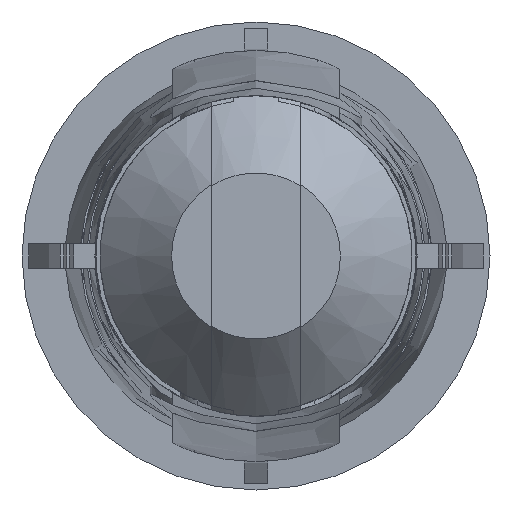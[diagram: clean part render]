
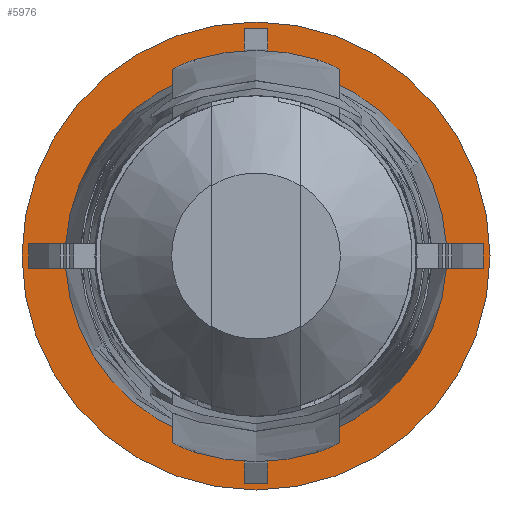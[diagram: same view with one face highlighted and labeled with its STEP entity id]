
A CAD part, left-side view. The second image highlights one B-rep face of the part: STEP entity #5976.
In plain terms, the highlighted planar face has unit normal (-1, 0, 0).
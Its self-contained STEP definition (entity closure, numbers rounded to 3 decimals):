
#27=PLANE('',#6304);
#503=LINE('',#8234,#811);
#504=LINE('',#8237,#812);
#505=LINE('',#8238,#813);
#506=LINE('',#8240,#814);
#507=LINE('',#8242,#815);
#508=LINE('',#8243,#816);
#509=LINE('',#8245,#817);
#510=LINE('',#8247,#818);
#511=LINE('',#8248,#819);
#512=LINE('',#8250,#820);
#513=LINE('',#8252,#821);
#514=LINE('',#8253,#822);
#811=VECTOR('',#6799,1000.);
#812=VECTOR('',#6800,1000.);
#813=VECTOR('',#6801,1000.);
#814=VECTOR('',#6802,1000.);
#815=VECTOR('',#6803,1000.);
#816=VECTOR('',#6804,1000.);
#817=VECTOR('',#6805,1000.);
#818=VECTOR('',#6806,1000.);
#819=VECTOR('',#6807,1000.);
#820=VECTOR('',#6808,1000.);
#821=VECTOR('',#6809,1000.);
#822=VECTOR('',#6810,1000.);
#1276=ORIENTED_EDGE('',*,*,#2610,.F.);
#1277=ORIENTED_EDGE('',*,*,#2611,.F.);
#1278=ORIENTED_EDGE('',*,*,#2530,.T.);
#1279=ORIENTED_EDGE('',*,*,#2612,.F.);
#1280=ORIENTED_EDGE('',*,*,#2613,.F.);
#1281=ORIENTED_EDGE('',*,*,#2614,.T.);
#1282=ORIENTED_EDGE('',*,*,#2582,.T.);
#1283=ORIENTED_EDGE('',*,*,#2615,.F.);
#1284=ORIENTED_EDGE('',*,*,#2616,.T.);
#1285=ORIENTED_EDGE('',*,*,#2617,.T.);
#1286=ORIENTED_EDGE('',*,*,#2568,.T.);
#1287=ORIENTED_EDGE('',*,*,#2618,.F.);
#1288=ORIENTED_EDGE('',*,*,#2619,.T.);
#1289=ORIENTED_EDGE('',*,*,#2620,.T.);
#1290=ORIENTED_EDGE('',*,*,#2544,.T.);
#1291=ORIENTED_EDGE('',*,*,#2621,.T.);
#1292=ORIENTED_EDGE('',*,*,#2622,.F.);
#2530=EDGE_CURVE('',#3202,#3201,#3559,.T.);
#2544=EDGE_CURVE('',#3216,#3215,#3563,.T.);
#2568=EDGE_CURVE('',#3240,#3239,#3571,.T.);
#2582=EDGE_CURVE('',#3254,#3253,#3575,.T.);
#2610=EDGE_CURVE('',#3273,#3274,#503,.T.);
#2611=EDGE_CURVE('',#3202,#3273,#504,.T.);
#2612=EDGE_CURVE('',#3275,#3201,#505,.T.);
#2613=EDGE_CURVE('',#3276,#3275,#506,.T.);
#2614=EDGE_CURVE('',#3276,#3254,#507,.T.);
#2615=EDGE_CURVE('',#3277,#3253,#508,.T.);
#2616=EDGE_CURVE('',#3277,#3278,#509,.T.);
#2617=EDGE_CURVE('',#3278,#3240,#510,.T.);
#2618=EDGE_CURVE('',#3279,#3239,#511,.T.);
#2619=EDGE_CURVE('',#3279,#3280,#512,.T.);
#2620=EDGE_CURVE('',#3280,#3216,#513,.T.);
#2621=EDGE_CURVE('',#3215,#3274,#514,.T.);
#2622=EDGE_CURVE('',#3281,#3281,#3580,.T.);
#3201=VERTEX_POINT('',#7960);
#3202=VERTEX_POINT('',#7962);
#3215=VERTEX_POINT('',#8020);
#3216=VERTEX_POINT('',#8022);
#3239=VERTEX_POINT('',#8104);
#3240=VERTEX_POINT('',#8106);
#3253=VERTEX_POINT('',#8164);
#3254=VERTEX_POINT('',#8166);
#3273=VERTEX_POINT('',#8235);
#3274=VERTEX_POINT('',#8236);
#3275=VERTEX_POINT('',#8239);
#3276=VERTEX_POINT('',#8241);
#3277=VERTEX_POINT('',#8244);
#3278=VERTEX_POINT('',#8246);
#3279=VERTEX_POINT('',#8249);
#3280=VERTEX_POINT('',#8251);
#3281=VERTEX_POINT('',#8255);
#3559=CIRCLE('',#6271,3.423);
#3563=CIRCLE('',#6275,3.423);
#3571=CIRCLE('',#6287,3.423);
#3575=CIRCLE('',#6291,3.423);
#3580=CIRCLE('',#6305,4.2);
#3614=EDGE_LOOP('',(#1276,#1277,#1278,#1279,#1280,#1281,#1282,#1283,#1284,
#1285,#1286,#1287,#1288,#1289,#1290,#1291));
#3615=EDGE_LOOP('',(#1292));
#3882=FACE_BOUND('',#3614,.T.);
#3883=FACE_BOUND('',#3615,.T.);
#5976=ADVANCED_FACE('',(#3882,#3883),#27,.F.);
#6271=AXIS2_PLACEMENT_3D('',#7961,#6715,#6716);
#6275=AXIS2_PLACEMENT_3D('',#8021,#6723,#6724);
#6287=AXIS2_PLACEMENT_3D('',#8105,#6747,#6748);
#6291=AXIS2_PLACEMENT_3D('',#8165,#6755,#6756);
#6304=AXIS2_PLACEMENT_3D('',#8233,#6797,#6798);
#6305=AXIS2_PLACEMENT_3D('',#8254,#6811,#6812);
#6715=DIRECTION('',(1.,0.,0.));
#6716=DIRECTION('',(0.,0.,-1.));
#6723=DIRECTION('',(1.,0.,0.));
#6724=DIRECTION('',(0.,0.,-1.));
#6747=DIRECTION('',(1.,0.,0.));
#6748=DIRECTION('',(0.,0.,-1.));
#6755=DIRECTION('',(1.,0.,0.));
#6756=DIRECTION('',(0.,0.,-1.));
#6797=DIRECTION('',(1.,0.,0.));
#6798=DIRECTION('',(0.,0.,-1.));
#6799=DIRECTION('',(0.,-1.,0.));
#6800=DIRECTION('',(0.,0.,-1.));
#6801=DIRECTION('',(0.,-1.,0.));
#6802=DIRECTION('',(0.,0.,-1.));
#6803=DIRECTION('',(0.,-1.,0.));
#6804=DIRECTION('',(0.,0.,-1.));
#6805=DIRECTION('',(0.,-1.,0.));
#6806=DIRECTION('',(0.,0.,-1.));
#6807=DIRECTION('',(0.,1.,0.));
#6808=DIRECTION('',(0.,0.,-1.));
#6809=DIRECTION('',(0.,1.,0.));
#6810=DIRECTION('',(0.,0.,-1.));
#6811=DIRECTION('',(1.,0.,0.));
#6812=DIRECTION('',(0.,0.,-1.));
#7960=CARTESIAN_POINT('',(-0.5,3.416,-0.22));
#7961=CARTESIAN_POINT('',(-0.5,0.,0.));
#7962=CARTESIAN_POINT('',(-0.5,0.215,-3.416));
#8020=CARTESIAN_POINT('',(-0.5,-0.215,-3.416));
#8021=CARTESIAN_POINT('',(-0.5,0.,0.));
#8022=CARTESIAN_POINT('',(-0.5,-3.416,-0.22));
#8104=CARTESIAN_POINT('',(-0.5,-3.416,0.22));
#8105=CARTESIAN_POINT('',(-0.5,0.,0.));
#8106=CARTESIAN_POINT('',(-0.5,-0.215,3.416));
#8164=CARTESIAN_POINT('',(-0.5,0.215,3.416));
#8165=CARTESIAN_POINT('',(-0.5,0.,0.));
#8166=CARTESIAN_POINT('',(-0.5,3.416,0.22));
#8233=CARTESIAN_POINT('',(-0.5,3.423,0.));
#8234=CARTESIAN_POINT('',(-0.5,0.215,-3.772));
#8235=CARTESIAN_POINT('',(-0.5,0.215,-3.772));
#8236=CARTESIAN_POINT('',(-0.5,-0.215,-3.772));
#8237=CARTESIAN_POINT('',(-0.5,0.215,3.772));
#8238=CARTESIAN_POINT('',(-0.5,3.423,-0.22));
#8239=CARTESIAN_POINT('',(-0.5,3.772,-0.22));
#8240=CARTESIAN_POINT('',(-0.5,3.772,0.));
#8241=CARTESIAN_POINT('',(-0.5,3.772,0.22));
#8242=CARTESIAN_POINT('',(-0.5,3.423,0.22));
#8243=CARTESIAN_POINT('',(-0.5,0.215,3.772));
#8244=CARTESIAN_POINT('',(-0.5,0.215,3.772));
#8245=CARTESIAN_POINT('',(-0.5,0.215,3.772));
#8246=CARTESIAN_POINT('',(-0.5,-0.215,3.772));
#8247=CARTESIAN_POINT('',(-0.5,-0.215,3.772));
#8248=CARTESIAN_POINT('',(-0.5,-3.772,0.22));
#8249=CARTESIAN_POINT('',(-0.5,-3.772,0.22));
#8250=CARTESIAN_POINT('',(-0.5,-3.772,0.22));
#8251=CARTESIAN_POINT('',(-0.5,-3.772,-0.22));
#8252=CARTESIAN_POINT('',(-0.5,-3.772,-0.22));
#8253=CARTESIAN_POINT('',(-0.5,-0.215,3.772));
#8254=CARTESIAN_POINT('',(-0.5,0.,0.));
#8255=CARTESIAN_POINT('',(-0.5,0.,-4.2));
